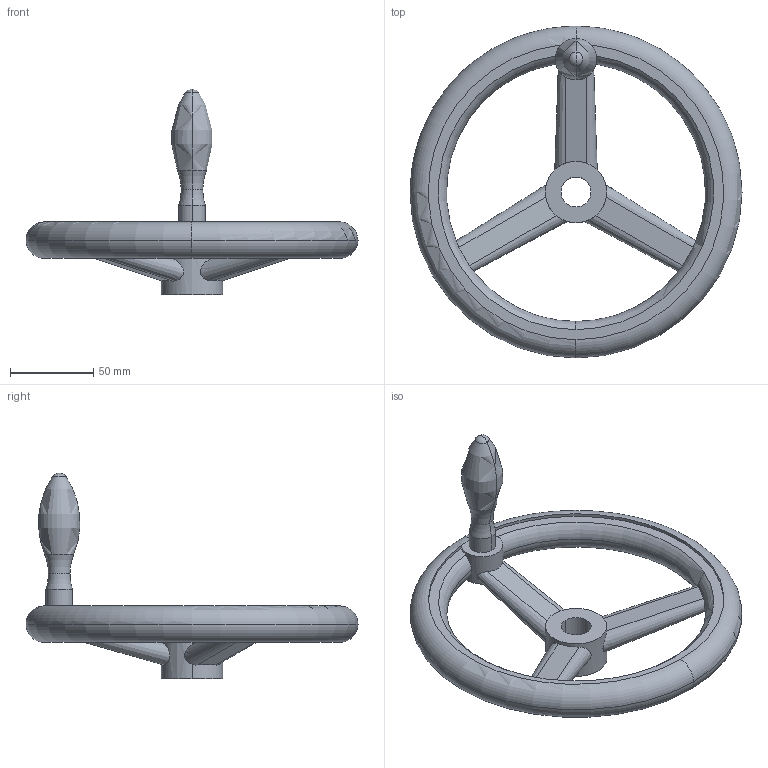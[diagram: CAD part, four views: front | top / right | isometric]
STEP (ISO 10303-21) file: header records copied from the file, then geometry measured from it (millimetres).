
FILE_DESCRIPTION(('STEP AP214'),'1');
FILE_NAME(' ',' ',('TraceParts'),('TraceParts S.A.'),'XStep 1.0',' ',' ');
FILE_SCHEMA(('automotive_design'));
Length unit declared in the file: millimetre
Products named in the file (1): 1
Bounding box: 200 x 200 x 123.98 mm (x, y, z)
Volume: 292055.9 mm3; surface area: 60810.8 mm2
Topology: 1 solids, 1 shells, 46 faces, 130 edges, 81 vertices
Faces by surface type: torus 14, cylinder 13, plane 11, cone 6, sphere 2
Entity records: 3281 total; most frequent: CARTESIAN_POINT 646, DIRECTION 262, STYLED_ITEM 256, PRESENTATION_STYLE_ASSIGNMENT 256, COLOUR_RGB 256, ORIENTED_EDGE 256, EDGE_CURVE 128, CURVE_STYLE 128
